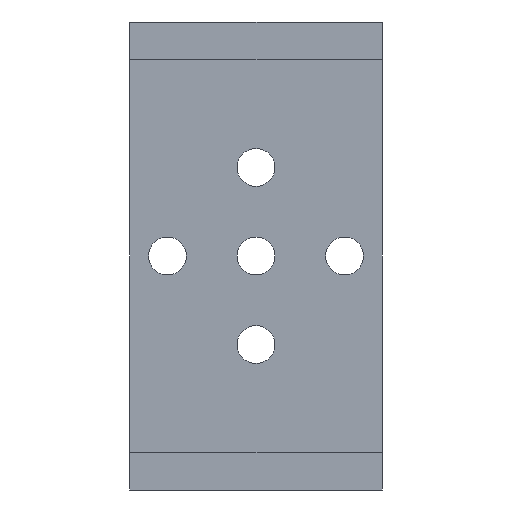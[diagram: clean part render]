
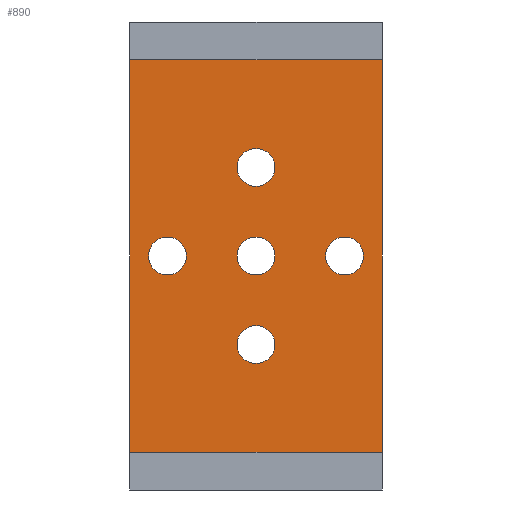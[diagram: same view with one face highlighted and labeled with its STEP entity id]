
A CAD part, left-side view. The second image highlights one B-rep face of the part: STEP entity #890.
In plain terms, the highlighted planar face has unit normal (-1, 0, 0).
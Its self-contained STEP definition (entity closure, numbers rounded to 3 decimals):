
#37=FACE_BOUND('',#162,.T.);
#38=FACE_BOUND('',#163,.T.);
#39=FACE_BOUND('',#164,.T.);
#40=FACE_BOUND('',#165,.T.);
#41=FACE_BOUND('',#166,.T.);
#67=CIRCLE('',#971,1.5);
#68=CIRCLE('',#972,1.5);
#69=CIRCLE('',#973,1.5);
#70=CIRCLE('',#974,1.5);
#71=CIRCLE('',#975,1.5);
#101=FACE_OUTER_BOUND('',#161,.T.);
#161=EDGE_LOOP('',(#650,#651,#652,#653));
#162=EDGE_LOOP('',(#654));
#163=EDGE_LOOP('',(#655));
#164=EDGE_LOOP('',(#656));
#165=EDGE_LOOP('',(#657));
#166=EDGE_LOOP('',(#658));
#236=LINE('',#1318,#327);
#240=LINE('',#1325,#331);
#256=LINE('',#1371,#347);
#257=LINE('',#1372,#348);
#327=VECTOR('',#1055,1.);
#331=VECTOR('',#1061,1.);
#347=VECTOR('',#1105,1.);
#348=VECTOR('',#1106,1.);
#410=VERTEX_POINT('',#1299);
#416=VERTEX_POINT('',#1317);
#418=VERTEX_POINT('',#1323);
#434=VERTEX_POINT('',#1370);
#435=VERTEX_POINT('',#1373);
#436=VERTEX_POINT('',#1375);
#437=VERTEX_POINT('',#1377);
#438=VERTEX_POINT('',#1379);
#439=VERTEX_POINT('',#1381);
#488=EDGE_CURVE('',#410,#416,#236,.T.);
#492=EDGE_CURVE('',#418,#410,#240,.T.);
#515=EDGE_CURVE('',#418,#434,#256,.T.);
#516=EDGE_CURVE('',#416,#434,#257,.T.);
#517=EDGE_CURVE('',#435,#435,#67,.T.);
#518=EDGE_CURVE('',#436,#436,#68,.T.);
#519=EDGE_CURVE('',#437,#437,#69,.T.);
#520=EDGE_CURVE('',#438,#438,#70,.T.);
#521=EDGE_CURVE('',#439,#439,#71,.T.);
#650=ORIENTED_EDGE('',*,*,#492,.F.);
#651=ORIENTED_EDGE('',*,*,#515,.T.);
#652=ORIENTED_EDGE('',*,*,#516,.F.);
#653=ORIENTED_EDGE('',*,*,#488,.F.);
#654=ORIENTED_EDGE('',*,*,#517,.T.);
#655=ORIENTED_EDGE('',*,*,#518,.T.);
#656=ORIENTED_EDGE('',*,*,#519,.T.);
#657=ORIENTED_EDGE('',*,*,#520,.T.);
#658=ORIENTED_EDGE('',*,*,#521,.T.);
#852=PLANE('',#970);
#890=ADVANCED_FACE('',(#101,#37,#38,#39,#40,#41),#852,.T.);
#970=AXIS2_PLACEMENT_3D('',#1369,#1103,#1104);
#971=AXIS2_PLACEMENT_3D('',#1374,#1107,#1108);
#972=AXIS2_PLACEMENT_3D('',#1376,#1109,#1110);
#973=AXIS2_PLACEMENT_3D('',#1378,#1111,#1112);
#974=AXIS2_PLACEMENT_3D('',#1380,#1113,#1114);
#975=AXIS2_PLACEMENT_3D('',#1382,#1115,#1116);
#1055=DIRECTION('',(0.,0.,1.));
#1061=DIRECTION('',(0.,1.,0.));
#1103=DIRECTION('center_axis',(-1.,0.,0.));
#1104=DIRECTION('ref_axis',(0.,1.,0.));
#1105=DIRECTION('',(0.,0.,1.));
#1106=DIRECTION('',(0.,-1.,0.));
#1107=DIRECTION('center_axis',(1.,0.,0.));
#1108=DIRECTION('ref_axis',(0.,1.,0.));
#1109=DIRECTION('center_axis',(1.,0.,0.));
#1110=DIRECTION('ref_axis',(0.,1.,0.));
#1111=DIRECTION('center_axis',(1.,0.,0.));
#1112=DIRECTION('ref_axis',(0.,1.,0.));
#1113=DIRECTION('center_axis',(1.,0.,0.));
#1114=DIRECTION('ref_axis',(0.,1.,0.));
#1115=DIRECTION('center_axis',(1.,0.,0.));
#1116=DIRECTION('ref_axis',(0.,1.,0.));
#1299=CARTESIAN_POINT('',(-32.5,10.,3.));
#1317=CARTESIAN_POINT('',(-32.5,10.,34.));
#1318=CARTESIAN_POINT('',(-32.5,10.,0.));
#1323=CARTESIAN_POINT('',(-32.5,-10.,3.));
#1325=CARTESIAN_POINT('',(-32.5,-10.,3.));
#1369=CARTESIAN_POINT('Origin',(-32.5,-10.,0.));
#1370=CARTESIAN_POINT('',(-32.5,-10.,34.));
#1371=CARTESIAN_POINT('',(-32.5,-10.,0.));
#1372=CARTESIAN_POINT('',(-32.5,10.,34.));
#1373=CARTESIAN_POINT('',(-32.5,-1.5,25.5));
#1374=CARTESIAN_POINT('Origin',(-32.5,0.,25.5));
#1375=CARTESIAN_POINT('',(-32.5,-8.5,18.5));
#1376=CARTESIAN_POINT('Origin',(-32.5,-7.,18.5));
#1377=CARTESIAN_POINT('',(-32.5,-1.5,11.5));
#1378=CARTESIAN_POINT('Origin',(-32.5,0.,11.5));
#1379=CARTESIAN_POINT('',(-32.5,-1.5,18.5));
#1380=CARTESIAN_POINT('Origin',(-32.5,0.,18.5));
#1381=CARTESIAN_POINT('',(-32.5,5.5,18.5));
#1382=CARTESIAN_POINT('Origin',(-32.5,7.,18.5));
